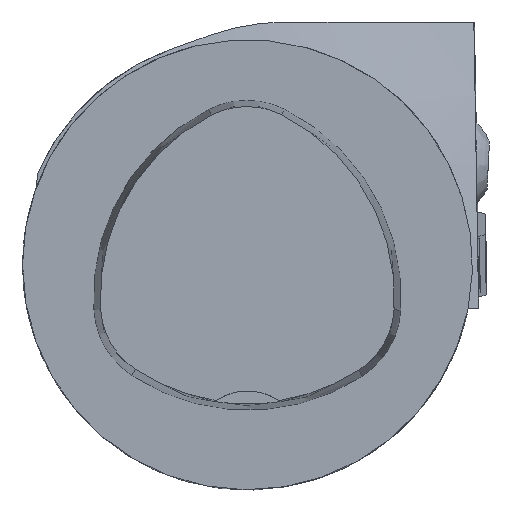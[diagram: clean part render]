
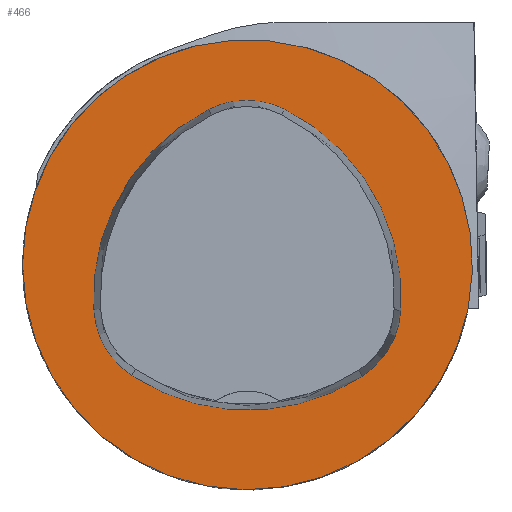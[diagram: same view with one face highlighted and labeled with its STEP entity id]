
A CAD part, top view. The second image highlights one B-rep face of the part: STEP entity #466.
In plain terms, the highlighted planar face has unit normal (0, 0, 1).
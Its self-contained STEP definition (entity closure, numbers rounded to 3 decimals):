
#208=FACE_BOUND('',#877,.T.);
#209=FACE_BOUND('',#878,.T.);
#343=CIRCLE('',#3175,16.);
#348=CIRCLE('',#3208,15.);
#350=CIRCLE('',#3211,6.);
#352=CIRCLE('',#3214,15.);
#354=CIRCLE('',#3217,6.);
#358=CIRCLE('',#3222,15.);
#360=CIRCLE('',#3225,6.);
#466=ADVANCED_FACE('',(#208,#209),#624,.T.);
#624=PLANE('',#3230);
#877=EDGE_LOOP('',(#1181,#1182,#1183,#1184,#1185,#1186));
#878=EDGE_LOOP('',(#1187));
#1181=ORIENTED_EDGE('',*,*,#2268,.T.);
#1182=ORIENTED_EDGE('',*,*,#2248,.T.);
#1183=ORIENTED_EDGE('',*,*,#2252,.T.);
#1184=ORIENTED_EDGE('',*,*,#2255,.T.);
#1185=ORIENTED_EDGE('',*,*,#2258,.T.);
#1186=ORIENTED_EDGE('',*,*,#2266,.T.);
#1187=ORIENTED_EDGE('',*,*,#2200,.F.);
#1915=VERTEX_POINT('',#4428);
#1949=VERTEX_POINT('',#4631);
#1950=VERTEX_POINT('',#4632);
#1953=VERTEX_POINT('',#4640);
#1955=VERTEX_POINT('',#4646);
#1957=VERTEX_POINT('',#4652);
#1964=VERTEX_POINT('',#4673);
#2200=EDGE_CURVE('',#1915,#1915,#343,.T.);
#2248=EDGE_CURVE('',#1949,#1950,#348,.T.);
#2252=EDGE_CURVE('',#1950,#1953,#350,.T.);
#2255=EDGE_CURVE('',#1953,#1955,#352,.T.);
#2258=EDGE_CURVE('',#1955,#1957,#354,.T.);
#2266=EDGE_CURVE('',#1957,#1964,#358,.T.);
#2268=EDGE_CURVE('',#1964,#1949,#360,.T.);
#3175=AXIS2_PLACEMENT_3D('',#4427,#3515,#3516);
#3208=AXIS2_PLACEMENT_3D('',#4630,#3607,#3608);
#3211=AXIS2_PLACEMENT_3D('',#4639,#3615,#3616);
#3214=AXIS2_PLACEMENT_3D('',#4645,#3622,#3623);
#3217=AXIS2_PLACEMENT_3D('',#4651,#3629,#3630);
#3222=AXIS2_PLACEMENT_3D('',#4674,#3641,#3642);
#3225=AXIS2_PLACEMENT_3D('',#4677,#3647,#3648);
#3230=AXIS2_PLACEMENT_3D('',#4682,#3657,#3658);
#3515=DIRECTION('',(0.,0.,-1.));
#3516=DIRECTION('',(-1.,0.,0.));
#3607=DIRECTION('',(0.,0.,-1.));
#3608=DIRECTION('',(-1.,0.,0.));
#3615=DIRECTION('',(0.,0.,-1.));
#3616=DIRECTION('',(-1.,0.,0.));
#3622=DIRECTION('',(0.,0.,-1.));
#3623=DIRECTION('',(-1.,0.,0.));
#3629=DIRECTION('',(0.,0.,-1.));
#3630=DIRECTION('',(-1.,0.,0.));
#3641=DIRECTION('',(0.,0.,-1.));
#3642=DIRECTION('',(-1.,0.,0.));
#3647=DIRECTION('',(0.,0.,-1.));
#3648=DIRECTION('',(-1.,0.,0.));
#3657=DIRECTION('',(0.,0.,1.));
#3658=DIRECTION('',(1.,0.,0.));
#4427=CARTESIAN_POINT('',(0.,0.,0.));
#4428=CARTESIAN_POINT('',(-16.,0.,0.));
#4630=CARTESIAN_POINT('',(4.048,-2.316,0.));
#4631=CARTESIAN_POINT('',(-10.926,-3.206,0.));
#4632=CARTESIAN_POINT('',(-2.774,11.043,0.));
#4639=CARTESIAN_POINT('',(-0.045,5.7,0.));
#4640=CARTESIAN_POINT('',(2.638,11.066,0.));
#4645=CARTESIAN_POINT('',(-4.07,-2.35,0.));
#4646=CARTESIAN_POINT('',(10.903,-3.249,0.));
#4651=CARTESIAN_POINT('',(4.914,-2.889,0.));
#4652=CARTESIAN_POINT('',(8.177,-7.924,0.));
#4673=CARTESIAN_POINT('',(-8.24,-7.859,0.));
#4674=CARTESIAN_POINT('',(0.019,4.663,0.));
#4677=CARTESIAN_POINT('',(-4.936,-2.85,0.));
#4682=CARTESIAN_POINT('',(0.,0.,0.));
